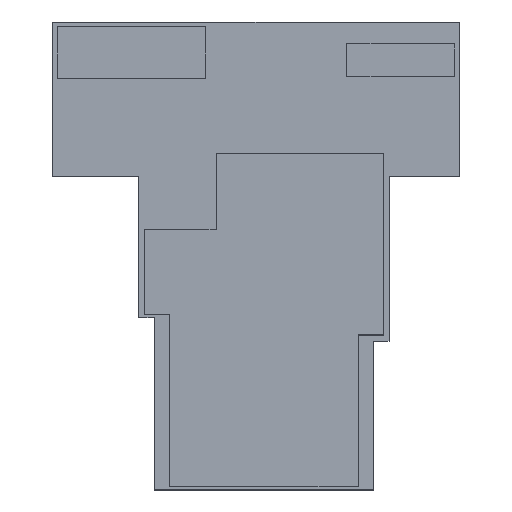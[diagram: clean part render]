
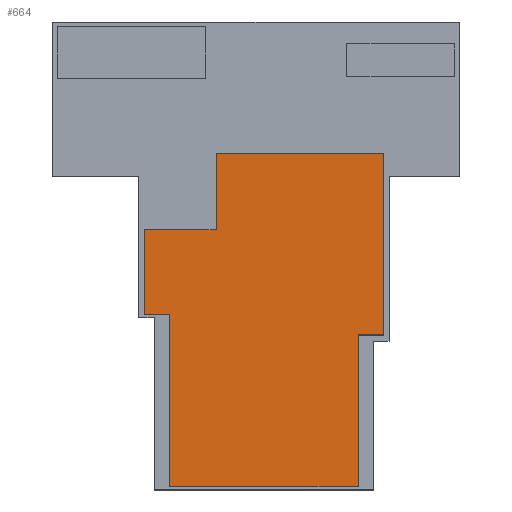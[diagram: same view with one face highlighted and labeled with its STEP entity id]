
A CAD part, top view. The second image highlights one B-rep face of the part: STEP entity #664.
In plain terms, the highlighted planar face has unit normal (0, 0, 1).
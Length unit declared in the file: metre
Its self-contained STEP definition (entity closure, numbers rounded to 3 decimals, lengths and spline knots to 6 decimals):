
#106=ORIENTED_EDGE('',*,*,#224,.F.);
#107=ORIENTED_EDGE('',*,*,#228,.T.);
#108=ORIENTED_EDGE('',*,*,#231,.T.);
#109=ORIENTED_EDGE('',*,*,#234,.T.);
#110=ORIENTED_EDGE('',*,*,#237,.T.);
#111=ORIENTED_EDGE('',*,*,#240,.T.);
#112=ORIENTED_EDGE('',*,*,#243,.T.);
#113=ORIENTED_EDGE('',*,*,#246,.T.);
#114=ORIENTED_EDGE('',*,*,#249,.T.);
#115=ORIENTED_EDGE('',*,*,#251,.T.);
#224=EDGE_CURVE('',#306,#307,#374,.T.);
#228=EDGE_CURVE('',#306,#309,#378,.T.);
#231=EDGE_CURVE('',#309,#311,#381,.T.);
#234=EDGE_CURVE('',#311,#313,#384,.T.);
#237=EDGE_CURVE('',#313,#315,#387,.T.);
#240=EDGE_CURVE('',#315,#317,#390,.T.);
#243=EDGE_CURVE('',#317,#319,#393,.T.);
#246=EDGE_CURVE('',#319,#321,#396,.T.);
#249=EDGE_CURVE('',#321,#323,#399,.T.);
#251=EDGE_CURVE('',#323,#307,#401,.T.);
#306=VERTEX_POINT('',#1003);
#307=VERTEX_POINT('',#1005);
#309=VERTEX_POINT('',#1011);
#311=VERTEX_POINT('',#1017);
#313=VERTEX_POINT('',#1023);
#315=VERTEX_POINT('',#1029);
#317=VERTEX_POINT('',#1035);
#319=VERTEX_POINT('',#1041);
#321=VERTEX_POINT('',#1047);
#323=VERTEX_POINT('',#1053);
#374=LINE('',#1004,#464);
#378=LINE('',#1012,#468);
#381=LINE('',#1018,#471);
#384=LINE('',#1024,#474);
#387=LINE('',#1030,#477);
#390=LINE('',#1036,#480);
#393=LINE('',#1042,#483);
#396=LINE('',#1048,#486);
#399=LINE('',#1054,#489);
#401=LINE('',#1057,#491);
#464=VECTOR('',#827,1.);
#468=VECTOR('',#833,1.);
#471=VECTOR('',#838,1.);
#474=VECTOR('',#843,1.);
#477=VECTOR('',#848,1.);
#480=VECTOR('',#853,1.);
#483=VECTOR('',#858,1.);
#486=VECTOR('',#863,1.);
#489=VECTOR('',#868,1.);
#491=VECTOR('',#872,1.);
#550=EDGE_LOOP('',(#106,#107,#108,#109,#110,#111,#112,#113,#114,#115));
#588=FACE_BOUND('',#550,.T.);
#626=PLANE('',#752);
#664=ADVANCED_FACE('',(#588),#626,.T.);
#752=AXIS2_PLACEMENT_3D('',#1058,#873,#874);
#827=DIRECTION('',(0.,1.,0.));
#833=DIRECTION('',(1.,0.,0.));
#838=DIRECTION('',(0.,1.,0.));
#843=DIRECTION('',(1.,0.,0.));
#848=DIRECTION('',(0.,1.,0.));
#853=DIRECTION('',(-1.,0.,0.));
#858=DIRECTION('',(0.,-1.,0.));
#863=DIRECTION('',(-1.,0.,0.));
#868=DIRECTION('',(0.,-1.,0.));
#872=DIRECTION('',(1.,0.,0.));
#873=DIRECTION('',(0.,0.,1.));
#874=DIRECTION('',(1.,0.,0.));
#1003=CARTESIAN_POINT('',(0.000975,0.0002,0.002));
#1004=CARTESIAN_POINT('',(0.000975,0.0057,0.002));
#1005=CARTESIAN_POINT('',(0.000975,0.0112,0.002));
#1011=CARTESIAN_POINT('',(0.013025,0.0002,0.002));
#1012=CARTESIAN_POINT('',(0.007,0.0002,0.002));
#1017=CARTESIAN_POINT('',(0.013025,0.0099,0.002));
#1018=CARTESIAN_POINT('',(0.013025,0.00505,0.002));
#1023=CARTESIAN_POINT('',(0.01465,0.0099,0.002));
#1024=CARTESIAN_POINT('',(0.013838,0.0099,0.002));
#1029=CARTESIAN_POINT('',(0.01465,0.0215,0.002));
#1030=CARTESIAN_POINT('',(0.01465,0.0157,0.002));
#1035=CARTESIAN_POINT('',(0.00395,0.0215,0.002));
#1036=CARTESIAN_POINT('',(0.0093,0.0215,0.002));
#1041=CARTESIAN_POINT('',(0.00395,0.01664,0.002));
#1042=CARTESIAN_POINT('',(0.00395,0.01907,0.002));
#1047=CARTESIAN_POINT('',(-0.00065,0.01664,0.002));
#1048=CARTESIAN_POINT('',(0.00165,0.01664,0.002));
#1053=CARTESIAN_POINT('',(-0.00065,0.0112,0.002));
#1054=CARTESIAN_POINT('',(-0.00065,0.01392,0.002));
#1057=CARTESIAN_POINT('',(0.000163,0.0112,0.002));
#1058=CARTESIAN_POINT('',(0.0065,0.01495,0.002));
